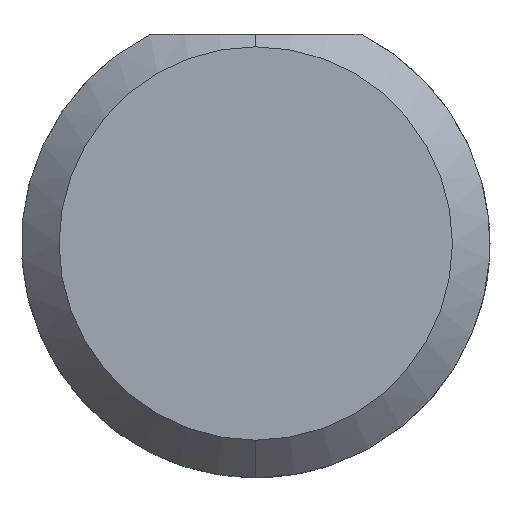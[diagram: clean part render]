
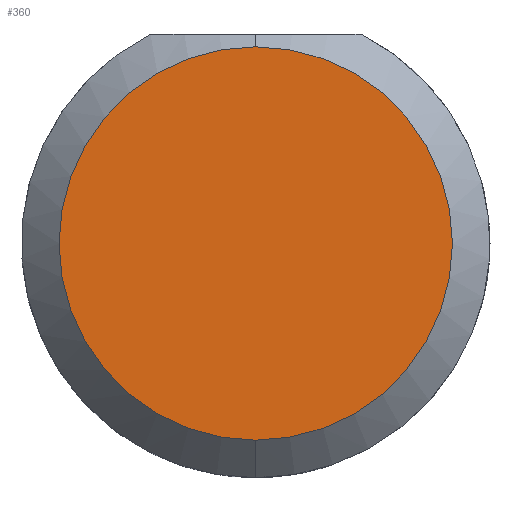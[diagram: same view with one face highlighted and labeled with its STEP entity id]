
A CAD part, left-side view. The second image highlights one B-rep face of the part: STEP entity #360.
In plain terms, the highlighted planar face has unit normal (-1, 0, 0).
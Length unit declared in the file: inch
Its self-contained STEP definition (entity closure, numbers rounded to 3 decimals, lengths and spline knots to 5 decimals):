
#35 = ORIENTED_EDGE ( 'NONE', *, *, #608, .T. ) ;
#114 = EDGE_LOOP ( 'NONE', ( #348, #35 ) ) ;
#115 = DIRECTION ( 'NONE',  ( -1., 0., 0. ) ) ;
#127 = CIRCLE ( 'NONE', #407, 0.0786 ) ;
#142 = DIRECTION ( 'NONE',  ( 0., 0., -1. ) ) ;
#153 = VERTEX_POINT ( 'NONE', #453 ) ;
#206 = FACE_OUTER_BOUND ( 'NONE', #114, .T. ) ;
#232 = AXIS2_PLACEMENT_3D ( 'NONE', #399, #446, #640 ) ;
#348 = ORIENTED_EDGE ( 'NONE', *, *, #384, .T. ) ;
#360 = ADVANCED_FACE ( 'NONE', ( #206 ), #594, .F. ) ;
#384 = EDGE_CURVE ( 'NONE', #435, #153, #589, .T. ) ;
#390 = AXIS2_PLACEMENT_3D ( 'NONE', #500, #457, #142 ) ;
#399 = CARTESIAN_POINT ( 'NONE',  ( 0., 0., 0. ) ) ;
#407 = AXIS2_PLACEMENT_3D ( 'NONE', #562, #115, #795 ) ;
#435 = VERTEX_POINT ( 'NONE', #534 ) ;
#446 = DIRECTION ( 'NONE',  ( -1., 0., 0. ) ) ;
#453 = CARTESIAN_POINT ( 'NONE',  ( 0., 0., 0.0786 ) ) ;
#457 = DIRECTION ( 'NONE',  ( 1., 0., 0. ) ) ;
#500 = CARTESIAN_POINT ( 'NONE',  ( 0., 0., 0. ) ) ;
#534 = CARTESIAN_POINT ( 'NONE',  ( 0., 0., -0.0786 ) ) ;
#562 = CARTESIAN_POINT ( 'NONE',  ( 0., 0., 0. ) ) ;
#589 = CIRCLE ( 'NONE', #232, 0.0786 ) ;
#594 = PLANE ( 'NONE',  #390 ) ;
#608 = EDGE_CURVE ( 'NONE', #153, #435, #127, .T. ) ;
#640 = DIRECTION ( 'NONE',  ( 0., 0., -1. ) ) ;
#795 = DIRECTION ( 'NONE',  ( 0., 0., -1. ) ) ;
